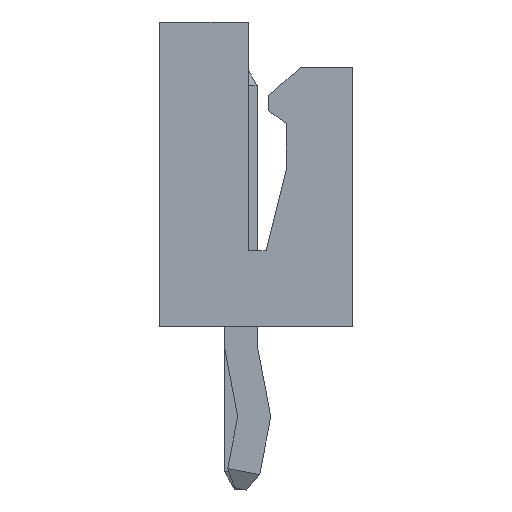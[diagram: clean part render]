
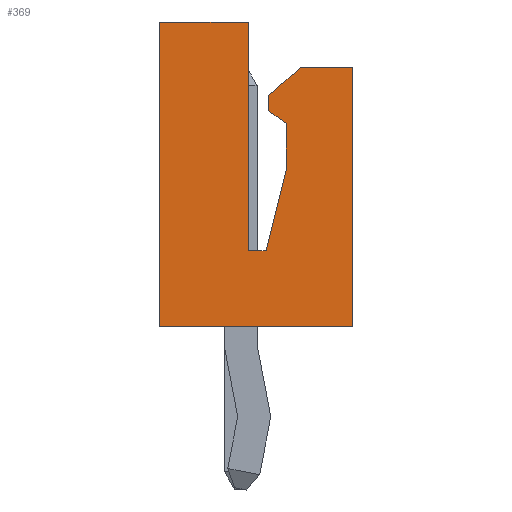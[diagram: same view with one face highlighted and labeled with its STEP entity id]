
A CAD part, left-side view. The second image highlights one B-rep face of the part: STEP entity #369.
In plain terms, the highlighted planar face has unit normal (-1, 0, 0).
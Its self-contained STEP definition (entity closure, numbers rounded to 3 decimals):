
#369 = ADVANCED_FACE( '', ( #814 ), #815, .T. );
#814 = FACE_OUTER_BOUND( '', #1382, .T. );
#815 = PLANE( '', #1383 );
#1382 = EDGE_LOOP( '', ( #2127, #2128, #2129, #2130, #2131, #2132, #2133, #2134, #2135, #2136, #2137, #2138 ) );
#1383 = AXIS2_PLACEMENT_3D( '', #2139, #2140, #2141 );
#2127 = ORIENTED_EDGE( '', *, *, #3562, .F. );
#2128 = ORIENTED_EDGE( '', *, *, #3675, .T. );
#2129 = ORIENTED_EDGE( '', *, *, #3676, .F. );
#2130 = ORIENTED_EDGE( '', *, *, #3677, .F. );
#2131 = ORIENTED_EDGE( '', *, *, #3678, .T. );
#2132 = ORIENTED_EDGE( '', *, *, #3679, .F. );
#2133 = ORIENTED_EDGE( '', *, *, #3680, .F. );
#2134 = ORIENTED_EDGE( '', *, *, #3640, .F. );
#2135 = ORIENTED_EDGE( '', *, *, #3681, .F. );
#2136 = ORIENTED_EDGE( '', *, *, #3682, .F. );
#2137 = ORIENTED_EDGE( '', *, *, #3630, .F. );
#2138 = ORIENTED_EDGE( '', *, *, #3683, .F. );
#2139 = CARTESIAN_POINT( '', ( -8.75, -1.9, -3. ) );
#2140 = DIRECTION( '', ( -1., 0., 0. ) );
#2141 = DIRECTION( '', ( 0., 0., 1. ) );
#3562 = EDGE_CURVE( '', #4266, #4268, #4269, .T. );
#3630 = EDGE_CURVE( '', #4384, #4386, #4387, .T. );
#3640 = EDGE_CURVE( '', #4402, #4404, #4405, .T. );
#3675 = EDGE_CURVE( '', #4266, #4459, #4460, .T. );
#3676 = EDGE_CURVE( '', #4461, #4459, #4462, .T. );
#3677 = EDGE_CURVE( '', #4463, #4461, #4464, .T. );
#3678 = EDGE_CURVE( '', #4463, #4465, #4466, .T. );
#3679 = EDGE_CURVE( '', #4467, #4465, #4468, .T. );
#3680 = EDGE_CURVE( '', #4404, #4467, #4469, .T. );
#3681 = EDGE_CURVE( '', #4470, #4402, #4471, .T. );
#3682 = EDGE_CURVE( '', #4386, #4470, #4472, .T. );
#3683 = EDGE_CURVE( '', #4268, #4384, #4473, .T. );
#4266 = VERTEX_POINT( '', #5284 );
#4268 = VERTEX_POINT( '', #5287 );
#4269 = LINE( '', #5288, #5289 );
#4384 = VERTEX_POINT( '', #5456 );
#4386 = VERTEX_POINT( '', #5459 );
#4387 = LINE( '', #5460, #5461 );
#4402 = VERTEX_POINT( '', #5482 );
#4404 = VERTEX_POINT( '', #5485 );
#4405 = LINE( '', #5486, #5487 );
#4459 = VERTEX_POINT( '', #5564 );
#4460 = LINE( '', #5565, #5566 );
#4461 = VERTEX_POINT( '', #5567 );
#4462 = LINE( '', #5568, #5569 );
#4463 = VERTEX_POINT( '', #5570 );
#4464 = LINE( '', #5571, #5572 );
#4465 = VERTEX_POINT( '', #5573 );
#4466 = LINE( '', #5574, #5575 );
#4467 = VERTEX_POINT( '', #5576 );
#4468 = LINE( '', #5577, #5578 );
#4469 = LINE( '', #5579, #5580 );
#4470 = VERTEX_POINT( '', #5581 );
#4471 = LINE( '', #5582, #5583 );
#4472 = LINE( '', #5584, #5585 );
#4473 = LINE( '', #5586, #5587 );
#5284 = CARTESIAN_POINT( '', ( -8.75, 0.15, 3. ) );
#5287 = CARTESIAN_POINT( '', ( -8.75, 0.15, -1.5 ) );
#5288 = CARTESIAN_POINT( '', ( -8.75, 0.15, -1.5 ) );
#5289 = VECTOR( '', #6603, 1000. );
#5456 = CARTESIAN_POINT( '', ( -8.75, -0.2, -1.5 ) );
#5459 = CARTESIAN_POINT( '', ( -8.75, -0.6, 0.1 ) );
#5460 = CARTESIAN_POINT( '', ( -8.75, -0.2, -1.5 ) );
#5461 = VECTOR( '', #6657, 1000. );
#5482 = CARTESIAN_POINT( '', ( -8.75, -0.25, 1.25 ) );
#5485 = CARTESIAN_POINT( '', ( -8.75, -0.25, 1.55 ) );
#5486 = CARTESIAN_POINT( '', ( -8.75, -0.25, 1.55 ) );
#5487 = VECTOR( '', #6665, 1000. );
#5564 = CARTESIAN_POINT( '', ( -8.75, 1.9, 3. ) );
#5565 = CARTESIAN_POINT( '', ( -8.75, -1.9, 3. ) );
#5566 = VECTOR( '', #6701, 1000. );
#5567 = CARTESIAN_POINT( '', ( -8.75, 1.9, -3. ) );
#5568 = CARTESIAN_POINT( '', ( -8.75, 1.9, -3. ) );
#5569 = VECTOR( '', #6702, 1000. );
#5570 = CARTESIAN_POINT( '', ( -8.75, -1.9, -3. ) );
#5571 = CARTESIAN_POINT( '', ( -8.75, -1.9, -3. ) );
#5572 = VECTOR( '', #6703, 1000. );
#5573 = CARTESIAN_POINT( '', ( -8.75, -1.9, 2.1 ) );
#5574 = CARTESIAN_POINT( '', ( -8.75, -1.9, -3. ) );
#5575 = VECTOR( '', #6704, 1000. );
#5576 = CARTESIAN_POINT( '', ( -8.75, -0.87, 2.1 ) );
#5577 = CARTESIAN_POINT( '', ( -8.75, -0.87, 2.1 ) );
#5578 = VECTOR( '', #6705, 1000. );
#5579 = CARTESIAN_POINT( '', ( -8.75, -0.25, 1.55 ) );
#5580 = VECTOR( '', #6706, 1000. );
#5581 = CARTESIAN_POINT( '', ( -8.75, -0.6, 1. ) );
#5582 = CARTESIAN_POINT( '', ( -8.75, -0.25, 1.25 ) );
#5583 = VECTOR( '', #6707, 1000. );
#5584 = CARTESIAN_POINT( '', ( -8.75, -0.6, 1. ) );
#5585 = VECTOR( '', #6708, 1000. );
#5586 = CARTESIAN_POINT( '', ( -8.75, 0.15, -1.5 ) );
#5587 = VECTOR( '', #6709, 1000. );
#6603 = DIRECTION( '', ( 0., 0., -1. ) );
#6657 = DIRECTION( '', ( 0., -0.243, 0.97 ) );
#6665 = DIRECTION( '', ( 0., 0., 1. ) );
#6701 = DIRECTION( '', ( 0., 1., 0. ) );
#6702 = DIRECTION( '', ( 0., 0., 1. ) );
#6703 = DIRECTION( '', ( 0., 1., 0. ) );
#6704 = DIRECTION( '', ( 0., 0., 1. ) );
#6705 = DIRECTION( '', ( 0., -1., 0. ) );
#6706 = DIRECTION( '', ( 0., -0.748, 0.664 ) );
#6707 = DIRECTION( '', ( 0., 0.814, 0.581 ) );
#6708 = DIRECTION( '', ( 0., 0., 1. ) );
#6709 = DIRECTION( '', ( 0., -1., 0. ) );
